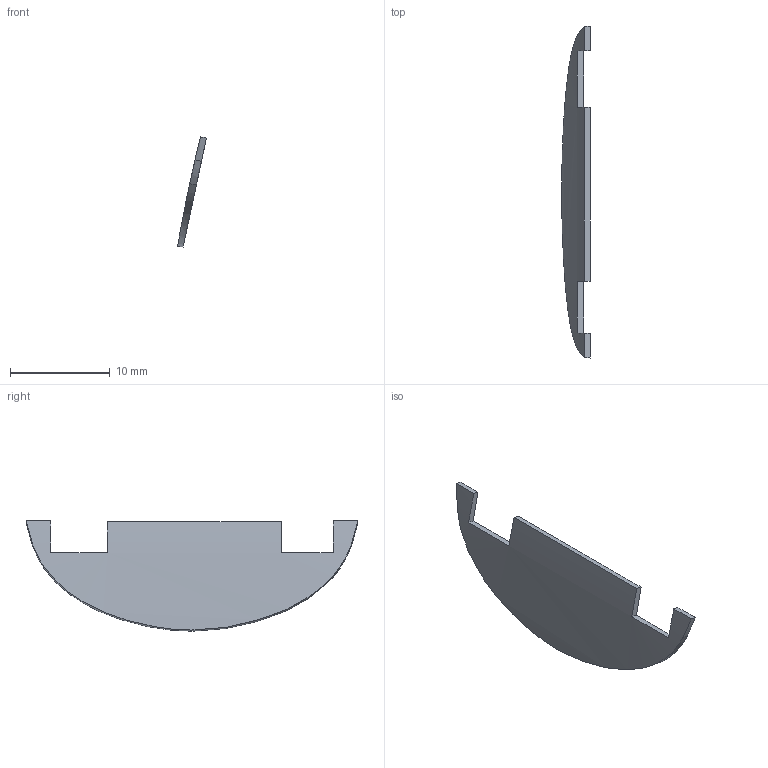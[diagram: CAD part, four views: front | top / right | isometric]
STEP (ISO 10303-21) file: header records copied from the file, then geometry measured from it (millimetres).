
FILE_DESCRIPTION((''),'2;1');
FILE_NAME('ZHUANGSHIPIAN-2','2025-05-28T11:41:40',('lishuaijun5'),(''),'CREO PARAMETRIC BY PTC INC, 2020044','CREO PARAMETRIC BY PTC INC, 2020044','');
FILE_SCHEMA(('AUTOMOTIVE_DESIGN { 1 0 10303 214 1 1 1 1 }'));
Length unit declared in the file: millimetre
Products named in the file (1): ZHUANGSHIPIAN-2
Bounding box: 2.88 x 33.23 x 11.05 mm (x, y, z)
Volume: 161.8 mm3; surface area: 553.9 mm2
Topology: 1 solids, 1 shells, 17 faces, 45 edges, 30 vertices
Faces by surface type: plane 10, extrusion 6, cylinder 1
Entity records: 691 total; most frequent: CARTESIAN_POINT 217, ORIENTED_EDGE 90, DIRECTION 65, EDGE_CURVE 45, VECTOR 35, VERTEX_POINT 30, LINE 29, COLOUR_RGB 21
